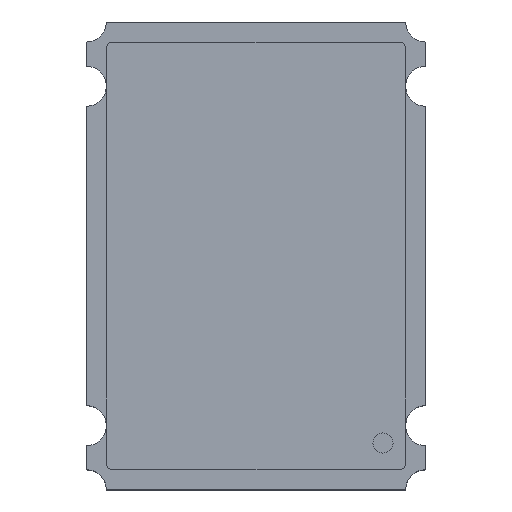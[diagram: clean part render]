
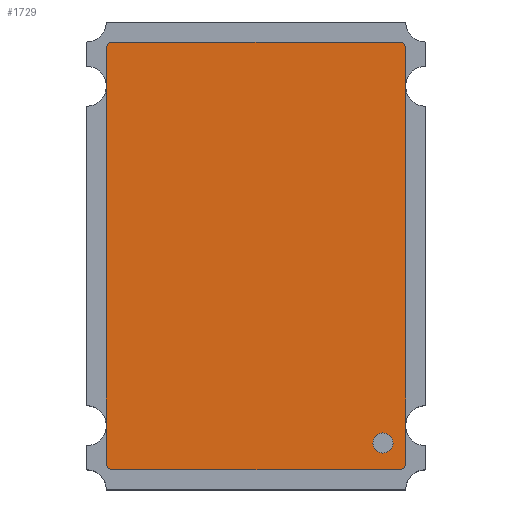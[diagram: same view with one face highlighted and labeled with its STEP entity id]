
A CAD part, top view. The second image highlights one B-rep face of the part: STEP entity #1729.
In plain terms, the highlighted planar face has unit normal (0, 0, 1).
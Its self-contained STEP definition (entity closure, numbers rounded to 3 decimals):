
#674=DIRECTION('',(0.,1.,0.));
#675=VECTOR('',#674,6.2);
#676=CARTESIAN_POINT('',(-2.24,-3.1,1.8));
#677=LINE('',#676,#675);
#681=CARTESIAN_POINT('',(-2.14,3.1,1.8));
#682=DIRECTION('',(0.,0.,1.));
#683=DIRECTION('',(0.,1.,0.));
#684=AXIS2_PLACEMENT_3D('',#681,#682,#683);
#689=DIRECTION('',(1.,0.,0.));
#690=VECTOR('',#689,4.28);
#691=CARTESIAN_POINT('',(-2.14,3.2,1.8));
#692=LINE('',#691,#690);
#696=CARTESIAN_POINT('',(2.14,3.1,1.8));
#697=DIRECTION('',(0.,0.,1.));
#698=DIRECTION('',(1.,0.,0.));
#699=AXIS2_PLACEMENT_3D('',#696,#697,#698);
#704=DIRECTION('',(0.,-1.,0.));
#705=VECTOR('',#704,6.2);
#706=CARTESIAN_POINT('',(2.24,3.1,1.8));
#707=LINE('',#706,#705);
#711=CARTESIAN_POINT('',(2.14,-3.1,1.8));
#712=DIRECTION('',(0.,0.,1.));
#713=DIRECTION('',(0.,-1.,0.));
#714=AXIS2_PLACEMENT_3D('',#711,#712,#713);
#719=DIRECTION('',(-1.,0.,0.));
#720=VECTOR('',#719,4.28);
#721=CARTESIAN_POINT('',(2.14,-3.2,1.8));
#722=LINE('',#721,#720);
#726=CARTESIAN_POINT('',(-2.14,-3.1,1.8));
#727=DIRECTION('',(0.,0.,1.));
#728=DIRECTION('',(-1.,0.,0.));
#729=AXIS2_PLACEMENT_3D('',#726,#727,#728);
#734=CARTESIAN_POINT('',(1.9,-2.8,1.8));
#735=DIRECTION('',(0.,0.,1.));
#736=DIRECTION('',(0.,1.,0.));
#737=AXIS2_PLACEMENT_3D('',#734,#735,#736);
#742=CARTESIAN_POINT('',(1.9,-2.8,1.8));
#743=DIRECTION('',(0.,0.,1.));
#744=DIRECTION('',(0.,-1.,0.));
#745=AXIS2_PLACEMENT_3D('',#742,#743,#744);
#1054=CARTESIAN_POINT('',(-2.24,-3.1,1.8));
#1055=CARTESIAN_POINT('',(-2.24,3.1,1.8));
#1056=VERTEX_POINT('',#1054);
#1057=VERTEX_POINT('',#1055);
#1058=CARTESIAN_POINT('',(-2.14,3.2,1.8));
#1059=VERTEX_POINT('',#1058);
#1060=CARTESIAN_POINT('',(2.14,3.2,1.8));
#1061=VERTEX_POINT('',#1060);
#1062=CARTESIAN_POINT('',(2.24,3.1,1.8));
#1063=VERTEX_POINT('',#1062);
#1064=CARTESIAN_POINT('',(2.24,-3.1,1.8));
#1065=VERTEX_POINT('',#1064);
#1066=CARTESIAN_POINT('',(2.14,-3.2,1.8));
#1067=VERTEX_POINT('',#1066);
#1068=CARTESIAN_POINT('',(-2.14,-3.2,1.8));
#1069=VERTEX_POINT('',#1068);
#1214=CARTESIAN_POINT('',(1.9,-2.65,1.8));
#1215=CARTESIAN_POINT('',(1.9,-2.95,1.8));
#1216=VERTEX_POINT('',#1214);
#1217=VERTEX_POINT('',#1215);
#1701=CARTESIAN_POINT('',(0.,0.,1.8));
#1702=DIRECTION('',(0.,0.,1.));
#1703=DIRECTION('',(0.,1.,0.));
#1704=AXIS2_PLACEMENT_3D('',#1701,#1702,#1703);
#1705=PLANE('',#1704);
#1706=ORIENTED_EDGE('',*,*,#1689,.T.);
#1708=ORIENTED_EDGE('',*,*,#1707,.F.);
#1710=ORIENTED_EDGE('',*,*,#1709,.T.);
#1712=ORIENTED_EDGE('',*,*,#1711,.F.);
#1714=ORIENTED_EDGE('',*,*,#1713,.T.);
#1716=ORIENTED_EDGE('',*,*,#1715,.F.);
#1718=ORIENTED_EDGE('',*,*,#1717,.T.);
#1720=ORIENTED_EDGE('',*,*,#1719,.F.);
#1721=EDGE_LOOP('',(#1706,#1708,#1710,#1712,#1714,#1716,#1718,#1720));
#1722=FACE_OUTER_BOUND('',#1721,.F.);
#1724=ORIENTED_EDGE('',*,*,#1723,.T.);
#1726=ORIENTED_EDGE('',*,*,#1725,.T.);
#1727=EDGE_LOOP('',(#1724,#1726));
#1728=FACE_BOUND('',#1727,.F.);
#1729=ADVANCED_FACE('',(#1722,#1728),#1705,.T.);
#685=CIRCLE('',#684,0.1);
#700=CIRCLE('',#699,0.1);
#715=CIRCLE('',#714,0.1);
#730=CIRCLE('',#729,0.1);
#738=CIRCLE('',#737,0.15);
#746=CIRCLE('',#745,0.15);
#1689=EDGE_CURVE('',#1056,#1057,#677,.T.);
#1707=EDGE_CURVE('',#1059,#1057,#685,.T.);
#1709=EDGE_CURVE('',#1059,#1061,#692,.T.);
#1711=EDGE_CURVE('',#1063,#1061,#700,.T.);
#1713=EDGE_CURVE('',#1063,#1065,#707,.T.);
#1715=EDGE_CURVE('',#1067,#1065,#715,.T.);
#1717=EDGE_CURVE('',#1067,#1069,#722,.T.);
#1719=EDGE_CURVE('',#1056,#1069,#730,.T.);
#1723=EDGE_CURVE('',#1216,#1217,#738,.T.);
#1725=EDGE_CURVE('',#1217,#1216,#746,.T.);
